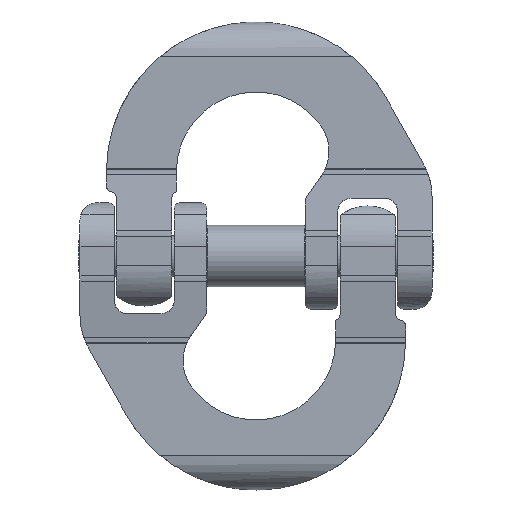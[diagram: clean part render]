
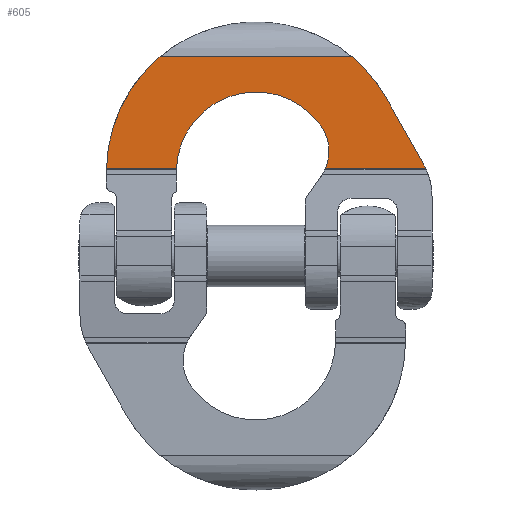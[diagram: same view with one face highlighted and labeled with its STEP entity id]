
A CAD part, front view. The second image highlights one B-rep face of the part: STEP entity #605.
In plain terms, the highlighted planar face has unit normal (0, -1, 0).
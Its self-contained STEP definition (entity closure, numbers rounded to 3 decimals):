
#605=ADVANCED_FACE('',(#1365),#1366,.T.);
#1365=FACE_OUTER_BOUND('',#2658,.T.);
#1366=PLANE('',#2659);
#2658=EDGE_LOOP('',(#6703,#6704,#6705,#6706,#6707,#6708,#6709,#6710,#6711));
#2659=AXIS2_PLACEMENT_3D('',#6712,#6713,#6714);
#6703=ORIENTED_EDGE('',*,*,#8745,.F.);
#6704=ORIENTED_EDGE('',*,*,#8746,.F.);
#6705=ORIENTED_EDGE('',*,*,#8747,.F.);
#6706=ORIENTED_EDGE('',*,*,#8748,.F.);
#6707=ORIENTED_EDGE('',*,*,#8749,.F.);
#6708=ORIENTED_EDGE('',*,*,#8730,.F.);
#6709=ORIENTED_EDGE('',*,*,#8750,.F.);
#6710=ORIENTED_EDGE('',*,*,#8751,.F.);
#6711=ORIENTED_EDGE('',*,*,#8752,.T.);
#6712=CARTESIAN_POINT('',(79.2,4.,39.421));
#6713=DIRECTION('',(0.0,-1.0,0.));
#6714=DIRECTION('',(-1.0,0.0,0.0));
#8730=EDGE_CURVE('',#10205,#10207,#10208,.T.);
#8745=EDGE_CURVE('',#10231,#10232,#10233,.T.);
#8746=EDGE_CURVE('',#10234,#10231,#10235,.T.);
#8747=EDGE_CURVE('',#10236,#10234,#10237,.T.);
#8748=EDGE_CURVE('',#10238,#10236,#10239,.T.);
#8749=EDGE_CURVE('',#10207,#10238,#10240,.T.);
#8750=EDGE_CURVE('',#10241,#10205,#10242,.T.);
#8751=EDGE_CURVE('',#10243,#10241,#10244,.T.);
#8752=EDGE_CURVE('',#10243,#10232,#10245,.T.);
#10205=VERTEX_POINT('',#12917);
#10207=VERTEX_POINT('',#12920);
#10208=B_SPLINE_CURVE_WITH_KNOTS('',3,(#12921,#12922,#12923,#12924,#12925,#12926,#12927,#12928,#12929,#12930),.UNSPECIFIED.,.F.,.F.,(4,3,3,4),(-0.334,-0.264,-0.135,-0.056),.UNSPECIFIED.);
#10231=VERTEX_POINT('',#13093);
#10232=VERTEX_POINT('',#13094);
#10233=B_SPLINE_CURVE_WITH_KNOTS('',3,(#13095,#13096,#13097,#13098,#13099,#13100,#13101,#13102,#13103,#13104,#13105,#13106,#13107,#13108,#13109,#13110,#13111,#13112,#13113,#13114,#13115,#13116,#13117,#13118,#13119,#13120,#13121,#13122),.UNSPECIFIED.,.F.,.F.,(4,3,3,3,3,3,3,3,3,4),(-6.438,-6.222,-5.979,-5.491,-4.515,-3.54,-2.564,-1.589,-0.613,-0.079),.UNSPECIFIED.);
#10234=VERTEX_POINT('',#13123);
#10235=LINE('',#13124,#13125);
#10236=VERTEX_POINT('',#13126);
#10237=CIRCLE('',#13127,35.8);
#10238=VERTEX_POINT('',#13128);
#10239=CIRCLE('',#13129,20.0);
#10240=LINE('',#13130,#13131);
#10241=VERTEX_POINT('',#13132);
#10242=B_SPLINE_CURVE_WITH_KNOTS('',3,(#13133,#13134,#13135,#13136,#13137,#13138,#13139,#13140,#13141,#13142,#13143,#13144,#13145,#13146,#13147,#13148,#13149,#13150,#13151,#13152,#13153,#13154,#13155,#13156,#13157,#13158,#13159,#13160,#13161,#13162,#13163),.UNSPECIFIED.,.F.,.F.,(4,3,3,3,3,3,3,3,3,3,4),(-0.853,-0.85,-0.822,-0.794,-0.571,-0.348,-0.124,-0.068,-0.041,-0.013,0.0),.UNSPECIFIED.);
#10243=VERTEX_POINT('',#13164);
#10244=B_SPLINE_CURVE_WITH_KNOTS('',3,(#13165,#13166,#13167,#13168,#13169,#13170,#13171,#13172,#13173,#13174,#13175,#13176,#13177,#13178,#13179,#13180),.UNSPECIFIED.,.F.,.F.,(4,3,3,3,3,4),(-1.224,-1.204,-0.764,-0.324,-0.104,0.0),.UNSPECIFIED.);
#10245=LINE('',#13181,#13182);
#12917=CARTESIAN_POINT('',(75.312,4.,41.56));
#12920=CARTESIAN_POINT('',(76.409,4.,39.421));
#12921=CARTESIAN_POINT('',(75.312,4.,41.56));
#12922=CARTESIAN_POINT('',(75.41,4.,41.382));
#12923=CARTESIAN_POINT('',(75.508,4.,41.204));
#12924=CARTESIAN_POINT('',(75.604,4.,41.024));
#12925=CARTESIAN_POINT('',(75.779,4.,40.698));
#12926=CARTESIAN_POINT('',(75.95,4.,40.368));
#12927=CARTESIAN_POINT('',(76.114,4.,40.036));
#12928=CARTESIAN_POINT('',(76.215,4.,39.832));
#12929=CARTESIAN_POINT('',(76.313,4.,39.627));
#12930=CARTESIAN_POINT('',(76.409,4.,39.421));
#13093=CARTESIAN_POINT('',(-67.283,4.,39.421));
#13094=CARTESIAN_POINT('',(-42.731,4.,89.994));
#13095=CARTESIAN_POINT('',(-67.283,4.,39.421));
#13096=CARTESIAN_POINT('',(-67.269,4.,40.076));
#13097=CARTESIAN_POINT('',(-67.247,4.,40.73));
#13098=CARTESIAN_POINT('',(-67.214,4.,41.384));
#13099=CARTESIAN_POINT('',(-67.178,4.,42.124));
#13100=CARTESIAN_POINT('',(-67.128,4.,42.864));
#13101=CARTESIAN_POINT('',(-67.066,4.,43.603));
#13102=CARTESIAN_POINT('',(-66.943,4.,45.081));
#13103=CARTESIAN_POINT('',(-66.771,4.,46.555));
#13104=CARTESIAN_POINT('',(-66.55,4.,48.021));
#13105=CARTESIAN_POINT('',(-66.108,4.,50.954));
#13106=CARTESIAN_POINT('',(-65.472,4.,53.858));
#13107=CARTESIAN_POINT('',(-64.648,4.,56.707));
#13108=CARTESIAN_POINT('',(-63.823,4.,59.556));
#13109=CARTESIAN_POINT('',(-62.81,4.,62.351));
#13110=CARTESIAN_POINT('',(-61.617,4.,65.066));
#13111=CARTESIAN_POINT('',(-60.425,4.,67.782));
#13112=CARTESIAN_POINT('',(-59.052,4.,70.418));
#13113=CARTESIAN_POINT('',(-57.512,4.,72.953));
#13114=CARTESIAN_POINT('',(-55.971,4.,75.487));
#13115=CARTESIAN_POINT('',(-54.263,4.,77.92));
#13116=CARTESIAN_POINT('',(-52.402,4.,80.23));
#13117=CARTESIAN_POINT('',(-50.541,4.,82.539));
#13118=CARTESIAN_POINT('',(-48.527,4.,84.725));
#13119=CARTESIAN_POINT('',(-46.377,4.,86.769));
#13120=CARTESIAN_POINT('',(-45.201,4.,87.887));
#13121=CARTESIAN_POINT('',(-43.985,4.,88.963));
#13122=CARTESIAN_POINT('',(-42.731,4.,89.994));
#13123=CARTESIAN_POINT('',(-35.772,4.,39.421));
#13124=CARTESIAN_POINT('',(79.2,4.,39.421));
#13125=VECTOR('',#16209,10.0);
#13126=CARTESIAN_POINT('',(29.03,4.,58.95));
#13127=AXIS2_PLACEMENT_3D('',#16210,#16211,#16212);
#13128=CARTESIAN_POINT('',(31.218,4.,39.421));
#13129=AXIS2_PLACEMENT_3D('',#16213,#16214,#16215);
#13130=CARTESIAN_POINT('',(79.2,4.,39.421));
#13131=VECTOR('',#16216,10.0);
#13132=CARTESIAN_POINT('',(58.576,4.,71.141));
#13133=CARTESIAN_POINT('',(58.576,4.,71.141));
#13134=CARTESIAN_POINT('',(58.596,4.,71.107));
#13135=CARTESIAN_POINT('',(58.615,4.,71.073));
#13136=CARTESIAN_POINT('',(58.634,4.,71.039));
#13137=CARTESIAN_POINT('',(58.818,4.,70.717));
#13138=CARTESIAN_POINT('',(59.001,4.,70.394));
#13139=CARTESIAN_POINT('',(59.183,4.,70.071));
#13140=CARTESIAN_POINT('',(59.365,4.,69.748));
#13141=CARTESIAN_POINT('',(59.548,4.,69.426));
#13142=CARTESIAN_POINT('',(59.73,4.,69.103));
#13143=CARTESIAN_POINT('',(61.19,4.,66.521));
#13144=CARTESIAN_POINT('',(62.65,4.,63.939));
#13145=CARTESIAN_POINT('',(64.11,4.,61.357));
#13146=CARTESIAN_POINT('',(65.57,4.,58.776));
#13147=CARTESIAN_POINT('',(67.031,4.,56.194));
#13148=CARTESIAN_POINT('',(68.491,4.,53.613));
#13149=CARTESIAN_POINT('',(69.952,4.,51.031));
#13150=CARTESIAN_POINT('',(71.412,4.,48.45));
#13151=CARTESIAN_POINT('',(72.873,4.,45.869));
#13152=CARTESIAN_POINT('',(73.239,4.,45.224));
#13153=CARTESIAN_POINT('',(73.604,4.,44.578));
#13154=CARTESIAN_POINT('',(73.97,4.,43.933));
#13155=CARTESIAN_POINT('',(74.153,4.,43.611));
#13156=CARTESIAN_POINT('',(74.335,4.,43.288));
#13157=CARTESIAN_POINT('',(74.519,4.,42.966));
#13158=CARTESIAN_POINT('',(74.702,4.,42.643));
#13159=CARTESIAN_POINT('',(74.885,4.,42.321));
#13160=CARTESIAN_POINT('',(75.067,4.,41.998));
#13161=CARTESIAN_POINT('',(75.149,4.,41.853));
#13162=CARTESIAN_POINT('',(75.231,4.,41.707));
#13163=CARTESIAN_POINT('',(75.312,4.,41.56));
#13164=CARTESIAN_POINT('',(42.731,4.,89.994));
#13165=CARTESIAN_POINT('',(42.731,4.,89.994));
#13166=CARTESIAN_POINT('',(42.838,4.,89.906));
#13167=CARTESIAN_POINT('',(42.944,4.,89.818));
#13168=CARTESIAN_POINT('',(43.05,4.,89.73));
#13169=CARTESIAN_POINT('',(45.33,4.,87.832));
#13170=CARTESIAN_POINT('',(47.484,4.,85.784));
#13171=CARTESIAN_POINT('',(49.494,4.,83.603));
#13172=CARTESIAN_POINT('',(51.504,4.,81.422));
#13173=CARTESIAN_POINT('',(53.37,4.,79.107));
#13174=CARTESIAN_POINT('',(55.074,4.,76.68));
#13175=CARTESIAN_POINT('',(55.926,4.,75.466));
#13176=CARTESIAN_POINT('',(56.738,4.,74.224));
#13177=CARTESIAN_POINT('',(57.508,4.,72.957));
#13178=CARTESIAN_POINT('',(57.872,4.,72.356));
#13179=CARTESIAN_POINT('',(58.227,4.,71.75));
#13180=CARTESIAN_POINT('',(58.576,4.,71.141));
#13181=CARTESIAN_POINT('',(79.2,4.,89.994));
#13182=VECTOR('',#16217,10.0);
#16209=DIRECTION('',(-1.0,0.0,0.0));
#16210=CARTESIAN_POINT('',(0.,4.,38.0));
#16211=DIRECTION('',(0.,-1.0,0.));
#16212=DIRECTION('',(1.0,0.0,0.));
#16213=CARTESIAN_POINT('',(12.812,4.,47.246));
#16214=DIRECTION('',(0.,-1.0,0.));
#16215=DIRECTION('',(-0.811,0.0,-0.585));
#16216=DIRECTION('',(-1.0,0.0,0.0));
#16217=DIRECTION('',(-1.0,0.0,0.0));
